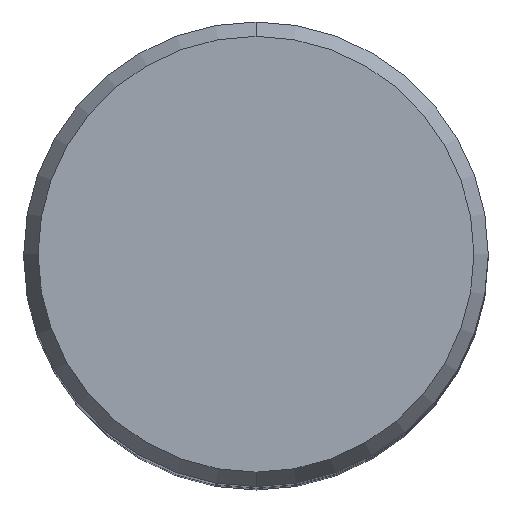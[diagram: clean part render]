
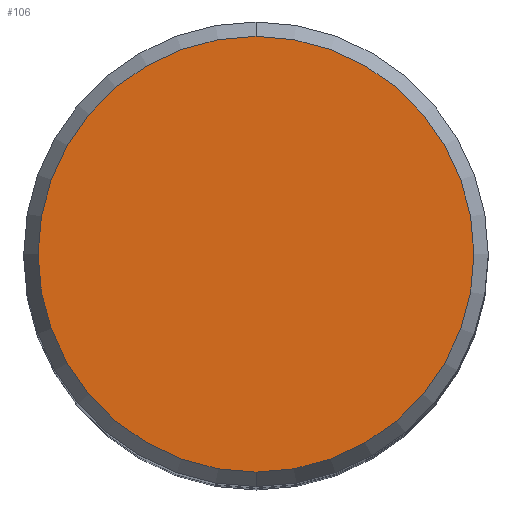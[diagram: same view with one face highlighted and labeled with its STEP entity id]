
A CAD part, top view. The second image highlights one B-rep face of the part: STEP entity #106.
In plain terms, the highlighted planar face has unit normal (0, 0, 1).
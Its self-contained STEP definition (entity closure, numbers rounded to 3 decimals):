
#96=VERTEX_POINT('',#220);
#106=ADVANCED_FACE('',(#232),#233,.T.);
#132=VERTEX_POINT('',#263);
#142=EDGE_CURVE('',#96,#132,#274,.T.);
#156=EDGE_CURVE('',#132,#96,#290,.T.);
#220=CARTESIAN_POINT('',(0.0,10.425,0.01));
#232=FACE_OUTER_BOUND('',#365,.T.);
#233=PLANE('',#366);
#263=CARTESIAN_POINT('',(0.,-10.425,0.01));
#274=CIRCLE('',#411,10.425);
#290=CIRCLE('',#432,10.425);
#365=EDGE_LOOP('',(#517,#518));
#366=AXIS2_PLACEMENT_3D('',#519,#520,#521);
#411=AXIS2_PLACEMENT_3D('',#566,#567,#568);
#432=AXIS2_PLACEMENT_3D('',#592,#593,#594);
#517=ORIENTED_EDGE('',*,*,#142,.F.);
#518=ORIENTED_EDGE('',*,*,#156,.F.);
#519=CARTESIAN_POINT('',(0.0,5.212,0.01));
#520=DIRECTION('',(-0.0,0.0,1.0));
#521=DIRECTION('',(0.0,-1.0,0.0));
#566=CARTESIAN_POINT('',(0.0,0.0,0.01));
#567=DIRECTION('',(0.0,0.0,-1.0));
#568=DIRECTION('',(0.0,1.0,0.0));
#592=CARTESIAN_POINT('',(0.0,0.0,0.01));
#593=DIRECTION('',(0.0,0.0,-1.0));
#594=DIRECTION('',(0.0,1.0,0.0));
